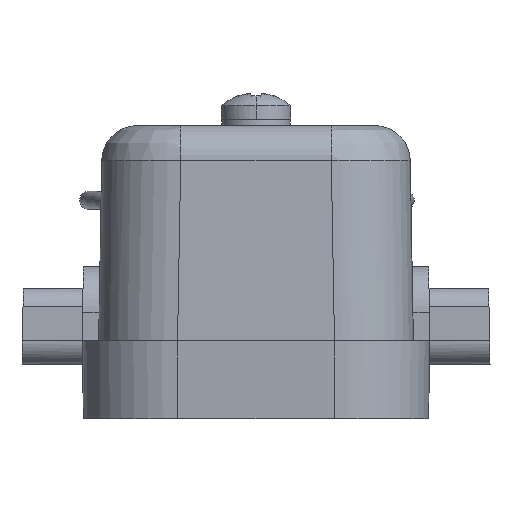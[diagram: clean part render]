
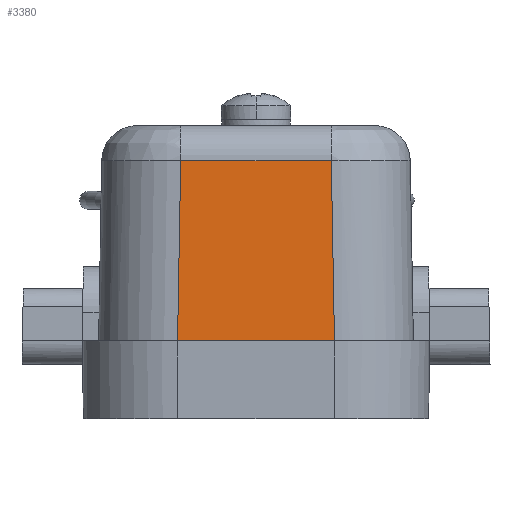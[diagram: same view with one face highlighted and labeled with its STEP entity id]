
A CAD part, front view. The second image highlights one B-rep face of the part: STEP entity #3380.
In plain terms, the highlighted face is planar.
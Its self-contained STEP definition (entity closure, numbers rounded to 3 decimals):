
#2990=CARTESIAN_POINT('',(-20.805,32.05,
-0.032));
#3000=DIRECTION('',(-1.,-0.017,
0.));
#3010=DIRECTION('',(0.,0.,-1.));
#3020=AXIS2_PLACEMENT_3D('',#2990,#3000,#3010);
#3030=PLANE('',#3020);
#3040=CARTESIAN_POINT('',(-20.292,2.696,
36.491));
#3050=DIRECTION('',(-0.017,1.,
0.017));
#3060=VECTOR('',#3050,1.);
#3070=LINE('',#3040,#3060);
#3080=CARTESIAN_POINT('',(-20.498,14.498,
36.697));
#3090=VERTEX_POINT('',#3080);
#3100=CARTESIAN_POINT('',(-20.761,29.55,
36.96));
#3110=VERTEX_POINT('',#3100);
#3120=EDGE_CURVE('',#3090,#3110,#3070,.T.);
#3130=ORIENTED_EDGE('',*,*,#3120,.T.);
#3140=CARTESIAN_POINT('',(-20.498,14.498,
0.));
#3150=DIRECTION('',(0.,0.,1.));
#3160=VECTOR('',#3150,1.);
#3170=LINE('',#3140,#3160);
#3180=CARTESIAN_POINT('',(-20.498,14.498,
24.108));
#3190=VERTEX_POINT('',#3180);
#3200=EDGE_CURVE('',#3190,#3090,#3170,.T.);
#3210=ORIENTED_EDGE('',*,*,#3200,.T.);
#3220=CARTESIAN_POINT('',(-20.292,2.696,
24.314));
#3230=DIRECTION('',(-0.017,1.,
-0.017));
#3240=VECTOR('',#3230,1.);
#3250=LINE('',#3220,#3240);
#3260=CARTESIAN_POINT('',(-20.761,29.55,
23.845));
#3270=VERTEX_POINT('',#3260);
#3280=EDGE_CURVE('',#3190,#3270,#3250,.T.);
#3290=ORIENTED_EDGE('',*,*,#3280,.F.);
#3300=CARTESIAN_POINT('',(-20.761,29.55,0.));
#3310=DIRECTION('',(0.,0.,1.));
#3320=VECTOR('',#3310,1.);
#3330=LINE('',#3300,#3320);
#3340=EDGE_CURVE('',#3270,#3110,#3330,.T.);
#3350=ORIENTED_EDGE('',*,*,#3340,.F.);
#3360=EDGE_LOOP('',(#3350,#3290,#3210,#3130));
#3370=FACE_OUTER_BOUND('',#3360,.T.);
#3380=ADVANCED_FACE('',(#3370),#3030,.T.);
